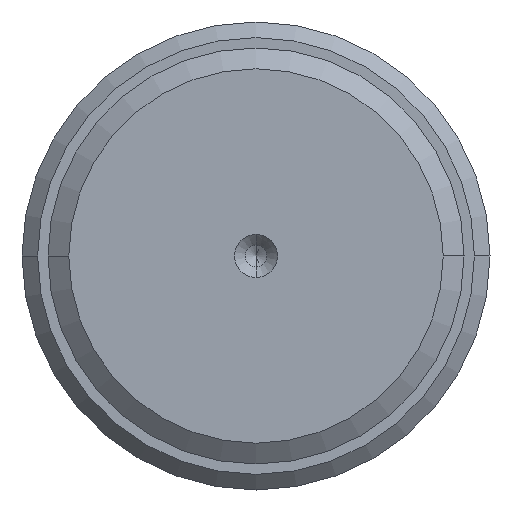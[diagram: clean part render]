
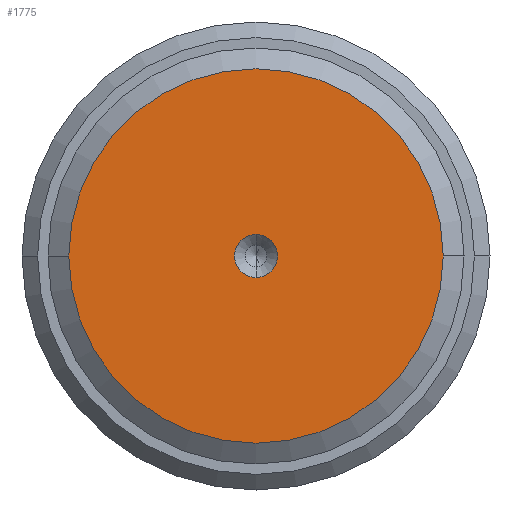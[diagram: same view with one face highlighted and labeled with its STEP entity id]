
A CAD part, left-side view. The second image highlights one B-rep face of the part: STEP entity #1775.
In plain terms, the highlighted planar face has unit normal (-1, 0, 0).
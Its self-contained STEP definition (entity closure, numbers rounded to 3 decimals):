
#106 = DIRECTION ( 'NONE',  ( 0., -1., 0. ) ) ;
#127 = EDGE_CURVE ( 'NONE', #893, #2419, #2774, .T. ) ;
#170 = DIRECTION ( 'NONE',  ( 0., -1., 0. ) ) ;
#176 = EDGE_CURVE ( 'NONE', #1032, #2254, #250, .T. ) ;
#250 = CIRCLE ( 'NONE', #1560, 2.075 ) ;
#273 = CARTESIAN_POINT ( 'NONE',  ( 0., 0., 0. ) ) ;
#274 = DIRECTION ( 'NONE',  ( -1., 0., 0. ) ) ;
#394 = CIRCLE ( 'NONE', #2028, 2.075 ) ;
#441 = ORIENTED_EDGE ( 'NONE', *, *, #883, .T. ) ;
#522 = EDGE_CURVE ( 'NONE', #2419, #893, #1046, .T. ) ;
#575 = CARTESIAN_POINT ( 'NONE',  ( 0., 0., 0. ) ) ;
#625 = ORIENTED_EDGE ( 'NONE', *, *, #176, .T. ) ;
#744 = CARTESIAN_POINT ( 'NONE',  ( 0., 0., 0. ) ) ;
#836 = DIRECTION ( 'NONE',  ( 1., 0., 0. ) ) ;
#883 = EDGE_CURVE ( 'NONE', #2254, #1032, #394, .T. ) ;
#893 = VERTEX_POINT ( 'NONE', #1752 ) ;
#944 = CARTESIAN_POINT ( 'NONE',  ( 0., 0., 0. ) ) ;
#1032 = VERTEX_POINT ( 'NONE', #2187 ) ;
#1035 = DIRECTION ( 'NONE',  ( 1., 0., 0. ) ) ;
#1046 = CIRCLE ( 'NONE', #1563, 18. ) ;
#1195 = DIRECTION ( 'NONE',  ( 0., -1., 0. ) ) ;
#1198 = EDGE_LOOP ( 'NONE', ( #1639, #2362 ) ) ;
#1395 = FACE_OUTER_BOUND ( 'NONE', #1198, .T. ) ;
#1424 = DIRECTION ( 'NONE',  ( 0., -1., 0. ) ) ;
#1447 = CARTESIAN_POINT ( 'NONE',  ( 0., -18., 0. ) ) ;
#1518 = CARTESIAN_POINT ( 'NONE',  ( 0., 0., 0. ) ) ;
#1560 = AXIS2_PLACEMENT_3D ( 'NONE', #575, #836, #2584 ) ;
#1563 = AXIS2_PLACEMENT_3D ( 'NONE', #744, #274, #1195 ) ;
#1639 = ORIENTED_EDGE ( 'NONE', *, *, #127, .T. ) ;
#1682 = PLANE ( 'NONE',  #2080 ) ;
#1752 = CARTESIAN_POINT ( 'NONE',  ( 0., 18., 0. ) ) ;
#1775 = ADVANCED_FACE ( 'NONE', ( #2285, #1395 ), #1682, .T. ) ;
#2028 = AXIS2_PLACEMENT_3D ( 'NONE', #1518, #1035, #170 ) ;
#2080 = AXIS2_PLACEMENT_3D ( 'NONE', #944, #2537, #106 ) ;
#2094 = CARTESIAN_POINT ( 'NONE',  ( 0., 0., -2.075 ) ) ;
#2187 = CARTESIAN_POINT ( 'NONE',  ( 0., 0., 2.075 ) ) ;
#2254 = VERTEX_POINT ( 'NONE', #2094 ) ;
#2285 = FACE_BOUND ( 'NONE', #2517, .T. ) ;
#2362 = ORIENTED_EDGE ( 'NONE', *, *, #522, .T. ) ;
#2419 = VERTEX_POINT ( 'NONE', #1447 ) ;
#2517 = EDGE_LOOP ( 'NONE', ( #625, #441 ) ) ;
#2537 = DIRECTION ( 'NONE',  ( -1., 0., 0. ) ) ;
#2584 = DIRECTION ( 'NONE',  ( 0., -1., 0. ) ) ;
#2680 = AXIS2_PLACEMENT_3D ( 'NONE', #273, #2714, #1424 ) ;
#2714 = DIRECTION ( 'NONE',  ( -1., 0., 0. ) ) ;
#2774 = CIRCLE ( 'NONE', #2680, 18. ) ;
